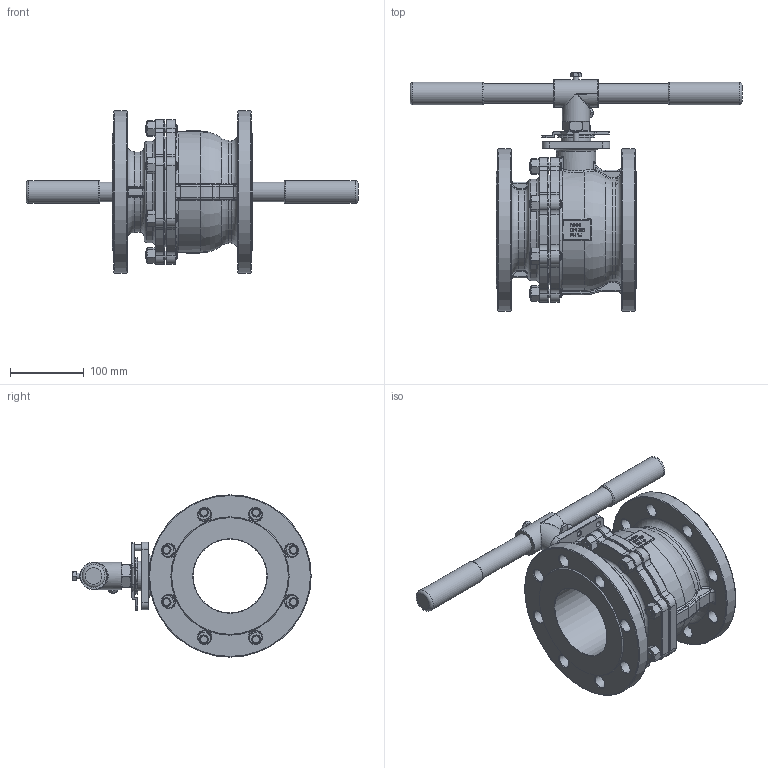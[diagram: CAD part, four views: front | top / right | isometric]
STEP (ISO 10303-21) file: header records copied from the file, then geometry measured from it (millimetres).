
FILE_DESCRIPTION (( 'STEP AP214' ), '1' );
FILE_NAME ('FK-400-000-4 Flanschkugelhahn heco step214.STEP', '2012-11-14T13:48:10', ( 'test' ), ( '' ), 'SwSTEP 2.0', 'SolidWorks 2011', '' );
FILE_SCHEMA (( 'AUTOMOTIVE_DESIGN' ));
Length unit declared in the file: millimetre
Products named in the file (1): FK-400-000-4 Flanschkugelhahn heco step214
Bounding box: 450 x 323 x 220 mm (x, y, z)
Volume: 3381991.3 mm3; surface area: 411337.9 mm2
Topology: 1 solids, 1 shells, 1214 faces, 2983 edges, 1846 vertices
Faces by surface type: plane 386, bspline 285, cylinder 235, torus 181, cone 119, sphere 8
Full cylindrical faces by diameter (mm): 6.4 x1, 8 x3, 8.2 x4, 9 x3, 12 x24, 18 x16, 27 x2, 31 x2, 32 x1, 37 x2, 40 x1, 42 x1, 53 x1, 100 x1, 138 x1, 150 x1, 220 x2
Entity records: 63800 total; most frequent: CARTESIAN_POINT 24586, ORIENTED_EDGE 5502, DIRECTION 4769, EDGE_CURVE 2751, AXIS2_PLACEMENT_3D 1836, VERTEX_POINT 1778, EDGE_LOOP 1517, FACE_OUTER_BOUND 1312
